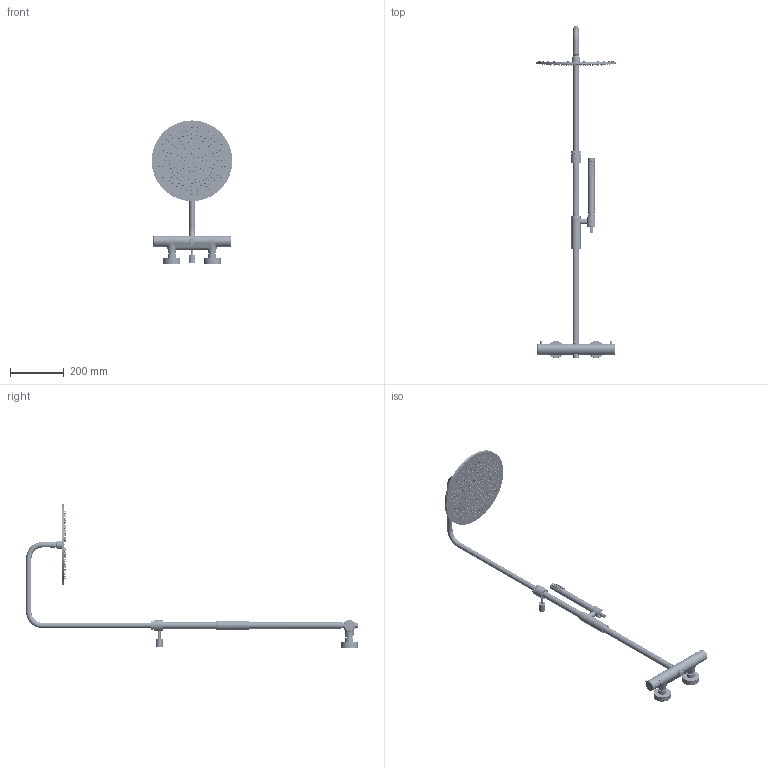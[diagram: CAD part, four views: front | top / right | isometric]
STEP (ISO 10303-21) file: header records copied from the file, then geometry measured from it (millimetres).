
FILE_DESCRIPTION((''),'2;1');
FILE_NAME('ZCOL646KLIQCR','2021-04-14T13:14:49',('ut3'),('PAFFONI SpA'),'CREO PARAMETRIC BY PTC INC, 2020044','CREO PARAMETRIC BY PTC INC, 2020044','');
FILE_SCHEMA(('CONFIG_CONTROL_DESIGN','SHAPE_APPEARANCE_LAYERS_GROUPS'));
Products named in the file (1): ZCOL646KLIQCR
Bounding box: 300.44 x 1235.1 x 532.72 mm (x, y, z)
Volume: 764048.2 mm3; surface area: 789127.4 mm2
Topology: 33 solids, 33 shells, 9456 faces, 21005 edges, 12414 vertices
Faces by surface type: torus 3598, cylinder 3251, plane 1514, cone 876, bspline 159, sphere 58
Entity records: 377863 total; most frequent: CARTESIAN_POINT 90964, DIRECTION 52917, ORIENTED_EDGE 41970, AXIS2_PLACEMENT_3D 23890, EDGE_CURVE 20985, CIRCLE 14593, VERTEX_POINT 12414, EDGE_LOOP 11487
